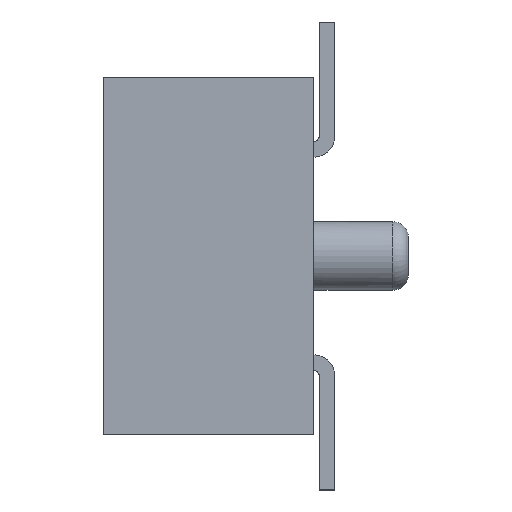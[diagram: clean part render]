
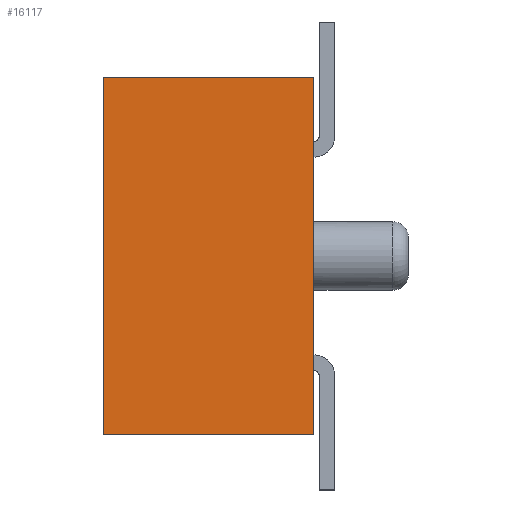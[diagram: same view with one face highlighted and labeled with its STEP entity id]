
A CAD part, left-side view. The second image highlights one B-rep face of the part: STEP entity #16117.
In plain terms, the highlighted planar face has unit normal (-1, 0, 0).
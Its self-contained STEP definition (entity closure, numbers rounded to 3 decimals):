
#1714=FACE_OUTER_BOUND('',#2492,.T.);
#2492=EDGE_LOOP('',(#13722,#13723,#13724,#13725));
#3931=LINE('',#26397,#5525);
#3949=LINE('',#26435,#5543);
#3971=LINE('',#26480,#5565);
#4052=LINE('',#26655,#5646);
#5525=VECTOR('',#21605,1.);
#5543=VECTOR('',#21625,1.);
#5565=VECTOR('',#21657,1.);
#5646=VECTOR('',#21846,1.);
#7096=VERTEX_POINT('',#26350);
#7119=VERTEX_POINT('',#26395);
#7137=VERTEX_POINT('',#26432);
#7138=VERTEX_POINT('',#26434);
#9291=EDGE_CURVE('',#7119,#7096,#3931,.T.);
#9309=EDGE_CURVE('',#7138,#7137,#3949,.T.);
#9334=EDGE_CURVE('',#7137,#7096,#3971,.T.);
#9431=EDGE_CURVE('',#7138,#7119,#4052,.T.);
#13722=ORIENTED_EDGE('',*,*,#9309,.T.);
#13723=ORIENTED_EDGE('',*,*,#9334,.T.);
#13724=ORIENTED_EDGE('',*,*,#9291,.F.);
#13725=ORIENTED_EDGE('',*,*,#9431,.F.);
#14582=PLANE('',#17567);
#16117=ADVANCED_FACE('',(#1714),#14582,.F.);
#17567=AXIS2_PLACEMENT_3D('',#26656,#21847,#21848);
#21605=DIRECTION('',(0.,1.,0.));
#21625=DIRECTION('',(0.,1.,0.));
#21657=DIRECTION('',(0.,0.,-1.));
#21846=DIRECTION('',(0.,0.,-1.));
#21847=DIRECTION('center_axis',(1.,0.,0.));
#21848=DIRECTION('ref_axis',(0.,0.,
-1.));
#26350=CARTESIAN_POINT('',(-28.888,0.354,3.665));
#26395=CARTESIAN_POINT('',(-28.888,-1.646,3.665));
#26397=CARTESIAN_POINT('',(-28.888,-1.646,3.665));
#26432=CARTESIAN_POINT('',(-28.888,0.354,7.065));
#26434=CARTESIAN_POINT('',(-28.888,-1.646,7.065));
#26435=CARTESIAN_POINT('',(-28.888,-1.646,7.065));
#26480=CARTESIAN_POINT('',(-28.888,0.354,7.065));
#26655=CARTESIAN_POINT('',(-28.888,-1.646,7.065));
#26656=CARTESIAN_POINT('Origin',(-28.888,0.354,7.065));
